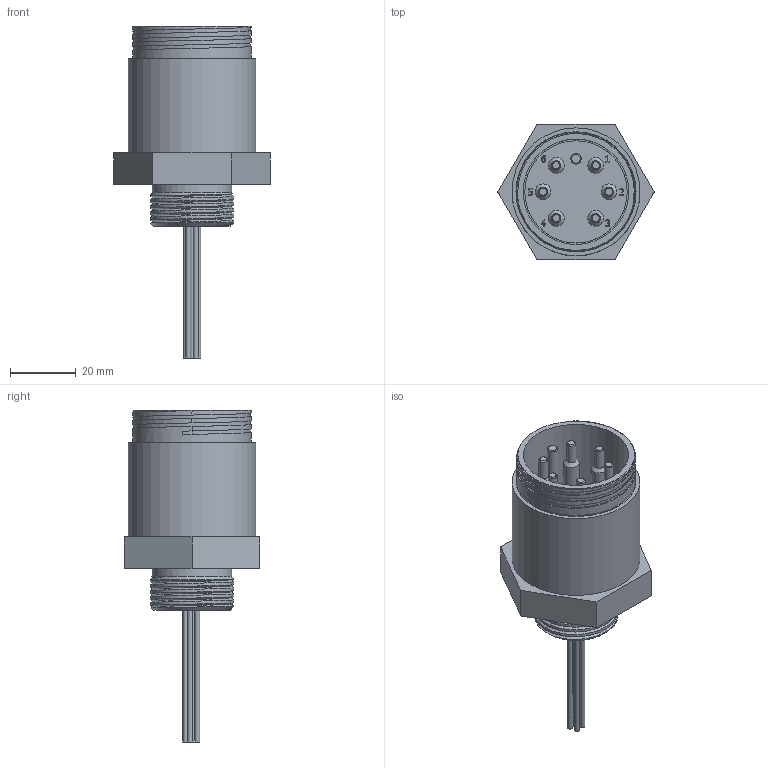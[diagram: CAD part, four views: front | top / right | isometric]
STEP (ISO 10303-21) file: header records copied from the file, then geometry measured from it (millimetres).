
FILE_DESCRIPTION(/* description */ (''),/* implementation_level */ '2;1');
FILE_NAME(/* name */ 'BCR2406M.stp',/* time_stamp */ '2014-11-20T12:58:34+01:00',/* author */ ('sh'),/* organization */ (''),/* preprocessor_version */ 'ST-DEVELOPER v15.2',/* originating_system */ 'Autodesk Inventor 2014',/* authorisation */ '');
FILE_SCHEMA (('AUTOMOTIVE_DESIGN { 1 0 10303 214 3 1 1 }'));
Length unit declared in the file: millimetre
Products named in the file (1): BCR2406M
Bounding box: 47.34 x 41 x 100.7 mm (x, y, z)
Volume: 46909.7 mm3; surface area: 19117.1 mm2
Topology: 1 solids, 1 shells, 203 faces, 494 edges, 321 vertices
Faces by surface type: plane 85, bspline 70, cylinder 30, cone 16, torus 2
Full cylindrical faces by diameter (mm): 1.5 x6, 2.8 x6, 3.2 x1, 4.8 x6, 24.245 x1, 29 x1, 31 x1, 32 x1, 36 x4, 38.8 x1
Entity records: 7658 total; most frequent: CARTESIAN_POINT 3371, ORIENTED_EDGE 886, DIRECTION 626, EDGE_CURVE 443, VERTEX_POINT 314, EDGE_LOOP 269, LINE 232, VECTOR 232
